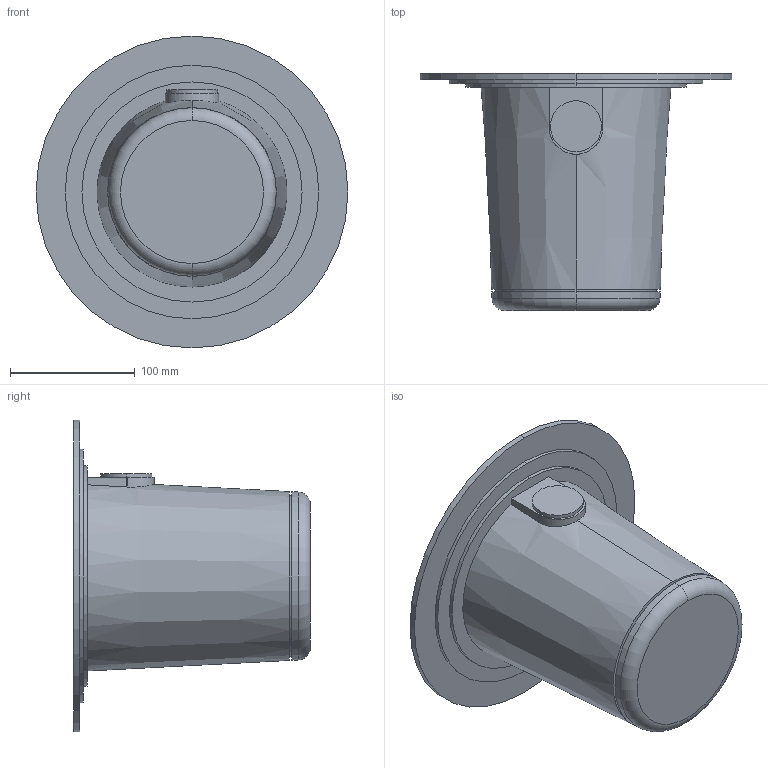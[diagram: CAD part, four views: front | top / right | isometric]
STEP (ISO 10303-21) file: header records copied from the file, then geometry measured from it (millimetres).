
FILE_DESCRIPTION (( 'STEP AP214' ), '1' );
FILE_NAME ('NOTA LED 18 D15 R 3000K.STEP', '2018-07-23T05:59:17', ( 'usr' ), ( '' ), 'SwSTEP 2.0', 'SolidWorks 2013', '' );
FILE_SCHEMA (( 'AUTOMOTIVE_DESIGN' ));
Length unit declared in the file: millimetre
Products named in the file (1): NOTA LED 18 D15 R 3000K
Bounding box: 250 x 190 x 250 mm (x, y, z)
Volume: 2980945.8 mm3; surface area: 199067.3 mm2
Topology: 1 solids, 2 shells, 94 faces, 193 edges, 128 vertices
Faces by surface type: cylinder 52, plane 34, cone 6, torus 2
Entity records: 2638 total; most frequent: CARTESIAN_POINT 500, DIRECTION 492, ORIENTED_EDGE 386, AXIS2_PLACEMENT_3D 212, EDGE_CURVE 193, VERTEX_POINT 128, EDGE_LOOP 119, CIRCLE 117
